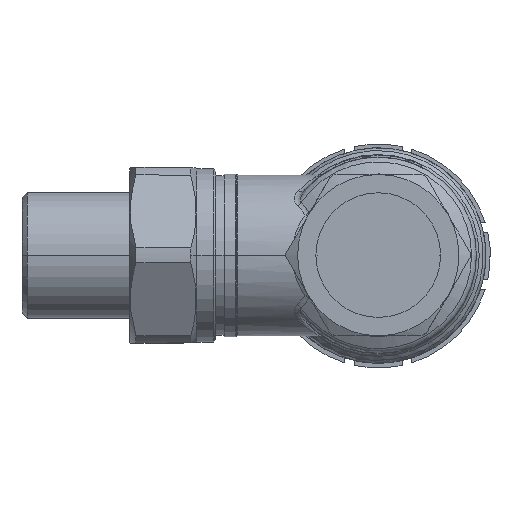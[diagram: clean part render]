
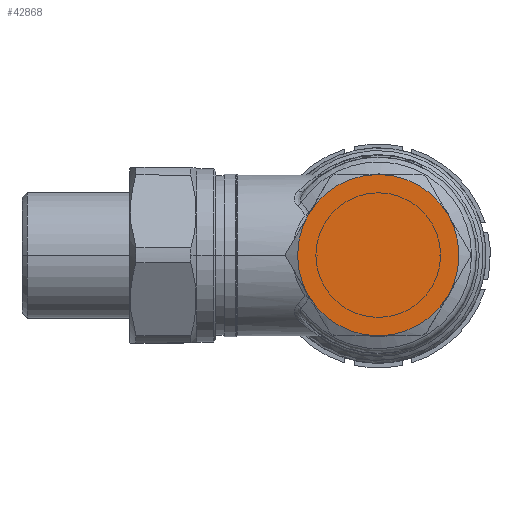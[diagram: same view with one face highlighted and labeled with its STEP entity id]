
A CAD part, top view. The second image highlights one B-rep face of the part: STEP entity #42868.
In plain terms, the highlighted planar face has unit normal (0, 0, 1).
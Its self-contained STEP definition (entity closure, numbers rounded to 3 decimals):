
#14938=CARTESIAN_POINT('',(-14.593,-8.425,37.));
#14994=CARTESIAN_POINT('',(0.,-16.85,37.));
#15050=CARTESIAN_POINT('',(14.593,-8.425,37.));
#15102=CARTESIAN_POINT('',(0.,0.,37.));
#15103=DIRECTION('',(0.,0.,1.));
#15104=DIRECTION('',(0.866,-0.5,0.));
#15105=AXIS2_PLACEMENT_3D('',#15102,#15103,#15104);
#15119=CARTESIAN_POINT('',(14.593,8.425,37.));
#15170=CARTESIAN_POINT('',(0.,16.85,37.));
#15221=CARTESIAN_POINT('',(-14.593,8.425,37.));
#15273=CARTESIAN_POINT('',(0.,0.,37.));
#15274=DIRECTION('',(0.,0.,1.));
#15275=DIRECTION('',(-0.866,0.5,0.));
#15276=AXIS2_PLACEMENT_3D('',#15273,#15274,#15275);
#15616=CARTESIAN_POINT('',(0.,0.,37.));
#15617=DIRECTION('',(0.,0.,-1.));
#15618=DIRECTION('',(0.866,-0.5,0.));
#15619=AXIS2_PLACEMENT_3D('',#15616,#15617,#15618);
#15621=CARTESIAN_POINT('',(0.,0.,37.));
#15622=DIRECTION('',(0.,0.,-1.));
#15623=DIRECTION('',(0.,-1.,0.));
#15624=AXIS2_PLACEMENT_3D('',#15621,#15622,#15623);
#15626=CARTESIAN_POINT('',(0.,0.,37.));
#15627=DIRECTION('',(0.,0.,1.));
#15628=DIRECTION('',(0.,1.,0.));
#15629=AXIS2_PLACEMENT_3D('',#15626,#15627,#15628);
#15631=CARTESIAN_POINT('',(0.,0.,37.));
#15632=DIRECTION('',(0.,0.,1.));
#15633=DIRECTION('',(0.866,0.5,0.));
#15634=AXIS2_PLACEMENT_3D('',#15631,#15632,#15633);
#17134=VERTEX_POINT('',#15050);
#17137=VERTEX_POINT('',#14994);
#17140=VERTEX_POINT('',#14938);
#17143=VERTEX_POINT('',#15221);
#17146=VERTEX_POINT('',#15170);
#17149=VERTEX_POINT('',#15119);
#42855=CARTESIAN_POINT('',(0.,0.,37.));
#42856=DIRECTION('',(0.,0.,-1.));
#42857=DIRECTION('',(1.,0.,0.));
#42858=AXIS2_PLACEMENT_3D('',#42855,#42856,#42857);
#42859=PLANE('',#42858);
#42860=ORIENTED_EDGE('',*,*,#41192,.F.);
#42861=ORIENTED_EDGE('',*,*,#41158,.T.);
#42862=ORIENTED_EDGE('',*,*,#41120,.T.);
#42863=ORIENTED_EDGE('',*,*,#41313,.F.);
#42864=ORIENTED_EDGE('',*,*,#41279,.F.);
#42865=ORIENTED_EDGE('',*,*,#41243,.F.);
#42866=EDGE_LOOP('',(#42860,#42861,#42862,#42863,#42864,#42865));
#42867=FACE_OUTER_BOUND('',#42866,.F.);
#15106=CIRCLE('',#15105,16.85);
#15277=CIRCLE('',#15276,16.85);
#15620=CIRCLE('',#15619,16.85);
#15625=CIRCLE('',#15624,16.85);
#15630=CIRCLE('',#15629,16.85);
#15635=CIRCLE('',#15634,16.85);
#41120=EDGE_CURVE('',#17137,#17140,#15625,.T.);
#41158=EDGE_CURVE('',#17134,#17137,#15620,.T.);
#41192=EDGE_CURVE('',#17134,#17149,#15106,.T.);
#41243=EDGE_CURVE('',#17149,#17146,#15635,.T.);
#41279=EDGE_CURVE('',#17146,#17143,#15630,.T.);
#41313=EDGE_CURVE('',#17143,#17140,#15277,.T.);
#42868=ADVANCED_FACE('',(#42867),#42859,.F.);
